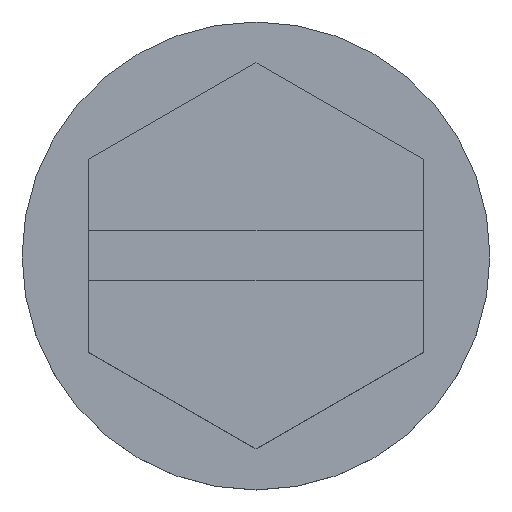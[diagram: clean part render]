
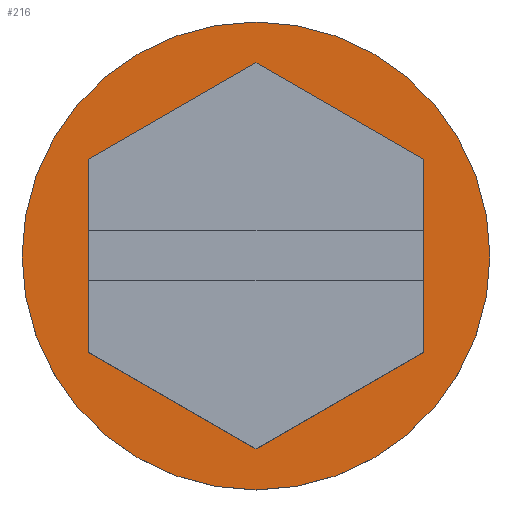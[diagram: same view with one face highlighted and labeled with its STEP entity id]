
A CAD part, top view. The second image highlights one B-rep face of the part: STEP entity #216.
In plain terms, the highlighted planar face has unit normal (0, 0, 1).
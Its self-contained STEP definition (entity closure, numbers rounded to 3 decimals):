
#48=AXIS2_PLACEMENT_3D('Circle Axis2P3D',#46,#47,$) ;
#82=AXIS2_PLACEMENT_3D('Circle Axis2P3D',#80,#81,$) ;
#160=AXIS2_PLACEMENT_3D('Plane Axis2P3D',#157,#158,#159) ;
#41=CARTESIAN_POINT('Vertex',(14.,7.,14.)) ;
#46=CARTESIAN_POINT('Axis2P3D Location',(7.,7.,14.)) ;
#50=CARTESIAN_POINT('Vertex',(0.,7.,14.)) ;
#80=CARTESIAN_POINT('Axis2P3D Location',(7.,7.,14.)) ;
#157=CARTESIAN_POINT('Axis2P3D Location',(7.,7.,14.)) ;
#166=CARTESIAN_POINT('Line Origine',(2.,7.,14.)) ;
#170=CARTESIAN_POINT('Vertex',(2.,9.887,14.)) ;
#172=CARTESIAN_POINT('Vertex',(2.,4.113,14.)) ;
#175=CARTESIAN_POINT('Line Origine',(4.5,11.33,14.)) ;
#179=CARTESIAN_POINT('Vertex',(7.,12.774,14.)) ;
#182=CARTESIAN_POINT('Line Origine',(9.5,11.33,14.)) ;
#186=CARTESIAN_POINT('Vertex',(12.,9.887,14.)) ;
#189=CARTESIAN_POINT('Line Origine',(12.,7.,14.)) ;
#193=CARTESIAN_POINT('Vertex',(12.,4.113,14.)) ;
#196=CARTESIAN_POINT('Line Origine',(9.5,2.67,14.)) ;
#200=CARTESIAN_POINT('Vertex',(7.,1.226,14.)) ;
#203=CARTESIAN_POINT('Line Origine',(4.5,2.67,14.)) ;
#47=DIRECTION('Axis2P3D Direction',(0.,0.,-1.)) ;
#81=DIRECTION('Axis2P3D Direction',(0.,0.,-1.)) ;
#158=DIRECTION('Axis2P3D Direction',(0.,0.,-1.)) ;
#159=DIRECTION('Axis2P3D XDirection',(1.,0.,0.)) ;
#167=DIRECTION('Vector Direction',(0.,-1.,0.)) ;
#176=DIRECTION('Vector Direction',(-0.866,-0.5,0.)) ;
#183=DIRECTION('Vector Direction',(0.866,-0.5,0.)) ;
#190=DIRECTION('Vector Direction',(0.,-1.,0.)) ;
#197=DIRECTION('Vector Direction',(0.866,0.5,0.)) ;
#204=DIRECTION('Vector Direction',(-0.866,0.5,0.)) ;
#168=VECTOR('Line Direction',#167,1.) ;
#177=VECTOR('Line Direction',#176,1.) ;
#184=VECTOR('Line Direction',#183,1.) ;
#191=VECTOR('Line Direction',#190,1.) ;
#198=VECTOR('Line Direction',#197,1.) ;
#205=VECTOR('Line Direction',#204,1.) ;
#163=ORIENTED_EDGE('',*,*,#84,.F.) ;
#164=ORIENTED_EDGE('',*,*,#52,.F.) ;
#209=ORIENTED_EDGE('',*,*,#174,.F.) ;
#210=ORIENTED_EDGE('',*,*,#181,.F.) ;
#211=ORIENTED_EDGE('',*,*,#188,.T.) ;
#212=ORIENTED_EDGE('',*,*,#195,.T.) ;
#213=ORIENTED_EDGE('',*,*,#202,.F.) ;
#214=ORIENTED_EDGE('',*,*,#207,.T.) ;
#215=FACE_BOUND('',#208,.T.) ;
#216=ADVANCED_FACE('Hauptkoerper',(#165,#215),#161,.F.) ;
#49=CIRCLE('generated circle',#48,7.) ;
#83=CIRCLE('generated circle',#82,7.) ;
#52=EDGE_CURVE('',#42,#51,#49,.T.) ;
#84=EDGE_CURVE('',#51,#42,#83,.T.) ;
#174=EDGE_CURVE('',#171,#173,#169,.T.) ;
#181=EDGE_CURVE('',#180,#171,#178,.T.) ;
#188=EDGE_CURVE('',#180,#187,#185,.T.) ;
#195=EDGE_CURVE('',#187,#194,#192,.T.) ;
#202=EDGE_CURVE('',#201,#194,#199,.T.) ;
#207=EDGE_CURVE('',#201,#173,#206,.T.) ;
#162=EDGE_LOOP('',(#163,#164)) ;
#208=EDGE_LOOP('',(#209,#210,#211,#212,#213,#214)) ;
#165=FACE_OUTER_BOUND('',#162,.T.) ;
#169=LINE('Line',#166,#168) ;
#178=LINE('Line',#175,#177) ;
#185=LINE('Line',#182,#184) ;
#192=LINE('Line',#189,#191) ;
#199=LINE('Line',#196,#198) ;
#206=LINE('Line',#203,#205) ;
#161=PLANE('',#160) ;
#42=VERTEX_POINT('',#41) ;
#51=VERTEX_POINT('',#50) ;
#171=VERTEX_POINT('',#170) ;
#173=VERTEX_POINT('',#172) ;
#180=VERTEX_POINT('',#179) ;
#187=VERTEX_POINT('',#186) ;
#194=VERTEX_POINT('',#193) ;
#201=VERTEX_POINT('',#200) ;
